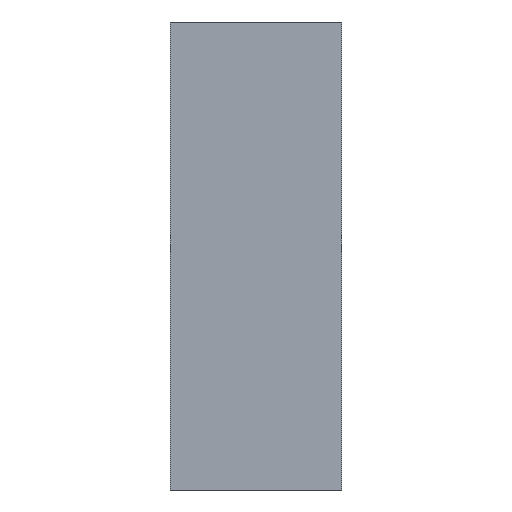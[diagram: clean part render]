
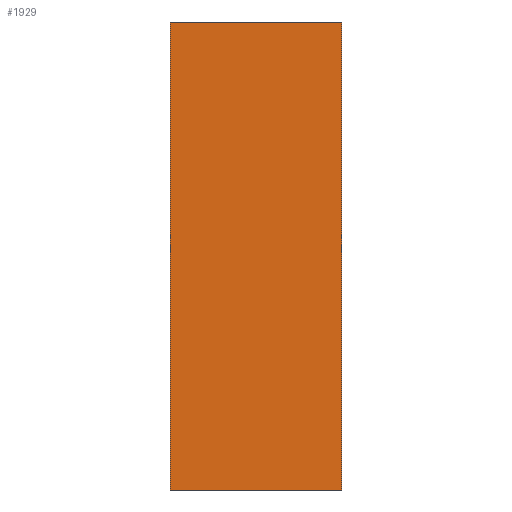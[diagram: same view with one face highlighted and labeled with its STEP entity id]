
A CAD part, front view. The second image highlights one B-rep face of the part: STEP entity #1929.
In plain terms, the highlighted planar face has unit normal (0, -1, 0).
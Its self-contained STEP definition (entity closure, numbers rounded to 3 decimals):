
#5=DIRECTION('',(1.,0.,0.));
#6=VECTOR('',#5,40.);
#7=CARTESIAN_POINT('',(-20.,-20.,-54.5));
#8=LINE('',#7,#6);
#125=DIRECTION('',(0.,0.,1.));
#126=VECTOR('',#125,109.);
#127=CARTESIAN_POINT('',(20.,-20.,-54.5));
#128=LINE('',#127,#126);
#133=DIRECTION('',(0.,0.,1.));
#134=VECTOR('',#133,109.);
#135=CARTESIAN_POINT('',(-20.,-20.,-54.5));
#136=LINE('',#135,#134);
#149=DIRECTION('',(1.,0.,0.));
#150=VECTOR('',#149,40.);
#151=CARTESIAN_POINT('',(-20.,-20.,54.5));
#152=LINE('',#151,#150);
#1576=CARTESIAN_POINT('',(-20.,-20.,-54.5));
#1578=VERTEX_POINT('',#1576);
#1579=CARTESIAN_POINT('',(20.,-20.,-54.5));
#1580=VERTEX_POINT('',#1579);
#1584=CARTESIAN_POINT('',(-20.,-20.,54.5));
#1586=VERTEX_POINT('',#1584);
#1587=CARTESIAN_POINT('',(20.,-20.,54.5));
#1588=VERTEX_POINT('',#1587);
#1917=CARTESIAN_POINT('',(-20.,-20.,-54.5));
#1918=DIRECTION('',(0.,-1.,0.));
#1919=DIRECTION('',(1.,0.,0.));
#1920=AXIS2_PLACEMENT_3D('',#1917,#1918,#1919);
#1921=PLANE('',#1920);
#1922=ORIENTED_EDGE('',*,*,#1765,.F.);
#1923=ORIENTED_EDGE('',*,*,#1793,.T.);
#1925=ORIENTED_EDGE('',*,*,#1924,.T.);
#1926=ORIENTED_EDGE('',*,*,#1908,.F.);
#1927=EDGE_LOOP('',(#1922,#1923,#1925,#1926));
#1928=FACE_OUTER_BOUND('',#1927,.F.);
#1929=ADVANCED_FACE('',(#1928),#1921,.T.);
#1765=EDGE_CURVE('',#1578,#1580,#8,.T.);
#1793=EDGE_CURVE('',#1578,#1586,#136,.T.);
#1908=EDGE_CURVE('',#1580,#1588,#128,.T.);
#1924=EDGE_CURVE('',#1586,#1588,#152,.T.);
